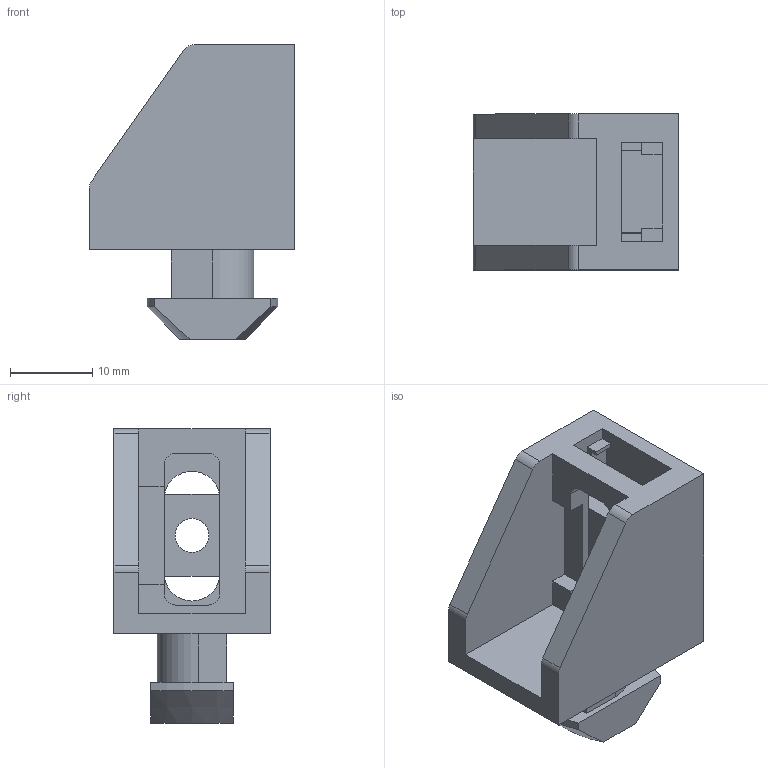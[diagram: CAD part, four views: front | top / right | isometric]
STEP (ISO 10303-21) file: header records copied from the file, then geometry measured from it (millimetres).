
FILE_DESCRIPTION(/* description */ ('Úchyt na panely drážka 10'),/* implementation_level */ '2;1');
FILE_NAME(/* name */ '623034.stp',/* time_stamp */ '2013-12-08T11:30:10+01:00',/* author */ ('PC'),/* organization */ (''),/* preprocessor_version */ 'ST-DEVELOPER v15.2',/* originating_system */ 'Autodesk Inventor 2014',/* authorisation */ '');
FILE_SCHEMA (('AUTOMOTIVE_DESIGN { 1 0 10303 214 3 1 1 }'));
Length unit declared in the file: millimetre
Products named in the file (1): 623034
Bounding box: 25 x 19 x 35.9 mm (x, y, z)
Volume: 6442 mm3; surface area: 4884.4 mm2
Topology: 2 solids, 2 shells, 67 faces, 184 edges, 123 vertices
Faces by surface type: plane 50, cylinder 15, cone 2
Full cylindrical faces by diameter (mm): 4.134 x1
Entity records: 2213 total; most frequent: CARTESIAN_POINT 380, ORIENTED_EDGE 364, DIRECTION 346, EDGE_CURVE 182, LINE 146, VECTOR 146, VERTEX_POINT 122, AXIS2_PLACEMENT_3D 100
